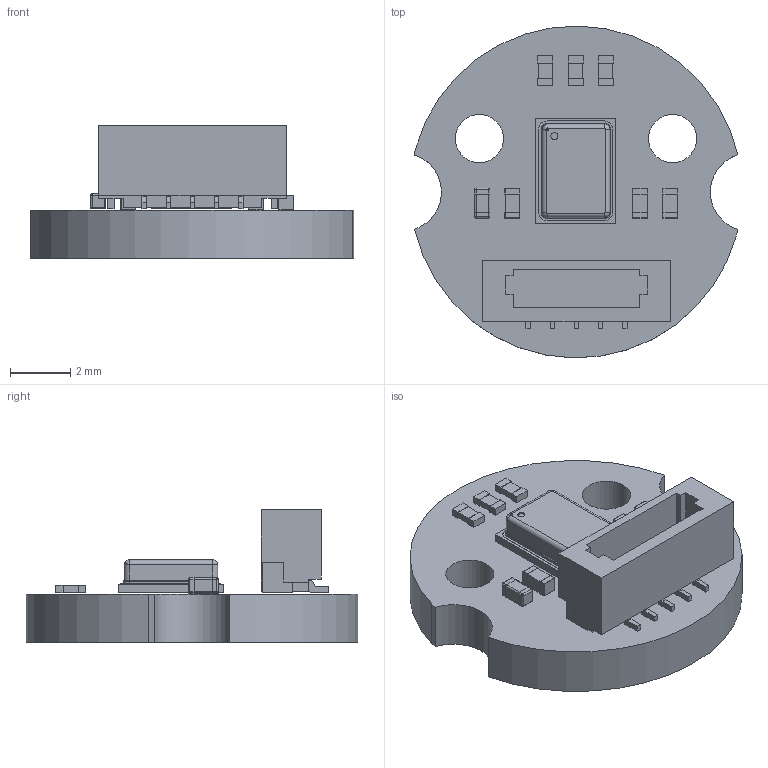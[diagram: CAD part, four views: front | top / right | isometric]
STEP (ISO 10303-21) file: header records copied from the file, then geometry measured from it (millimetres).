
FILE_DESCRIPTION(('KiCad electronic assembly'),'2;1');
FILE_NAME('audio-microphone.step','2025-01-17T23:32:37',('Pcbnew'),( 'Kicad'),'Open CASCADE STEP processor 7.6','KiCad to STEP converter' ,'Unknown');
FILE_SCHEMA(('AUTOMOTIVE_DESIGN { 1 0 10303 214 1 1 1 1 }'));
Length unit declared in the file: millimetre
Products named in the file (12): audio-microphone 1; C_0402_1005Metric; User Library-SMD CAPACITOR; FB_0402_1005Metric; ferrite_bead_0402; R_0402_1005Metric; User Library-d0402h025; Conn_JST_SUR_1x5_BM05B-SURS-TF-LF-SN; BM05B-SURS-TF; MK_SPH0645LM4H-B; SPH0645LM4H-B; audio-microphone_PCB
Assembly tree (15 placements, depth 3):
  audio-microphone 1
    C_0402_1005Metric  x3
      User Library-SMD CAPACITOR
    FB_0402_1005Metric
      ferrite_bead_0402
    R_0402_1005Metric  x3
      User Library-d0402h025
    Conn_JST_SUR_1x5_BM05B-SURS-TF-LF-SN
      BM05B-SURS-TF
    MK_SPH0645LM4H-B
      SPH0645LM4H-B
    audio-microphone_PCB
Bounding box: 10.72 x 10.99 x 4.4 mm (x, y, z)
Volume: 170.9 mm3; surface area: 413.9 mm2
Topology: 20 solids, 20 shells, 438 faces, 1020 edges, 618 vertices
Faces by surface type: plane 286, cylinder 112, sphere 32, torus 4, revolution 4
Full cylindrical faces by diameter (mm): 1.6 x2
Entity records: 10052 total; most frequent: CARTESIAN_POINT 1592, DIRECTION 1592, ORIENTED_EDGE 1496, EDGE_CURVE 748, LINE 584, VECTOR 584, AXIS2_PLACEMENT_3D 502, VERTEX_POINT 474
